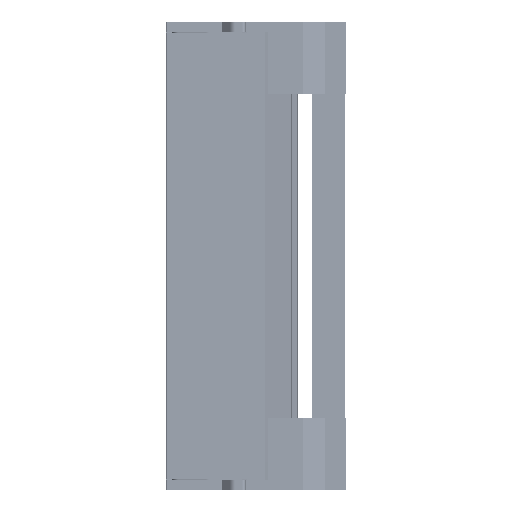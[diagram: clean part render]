
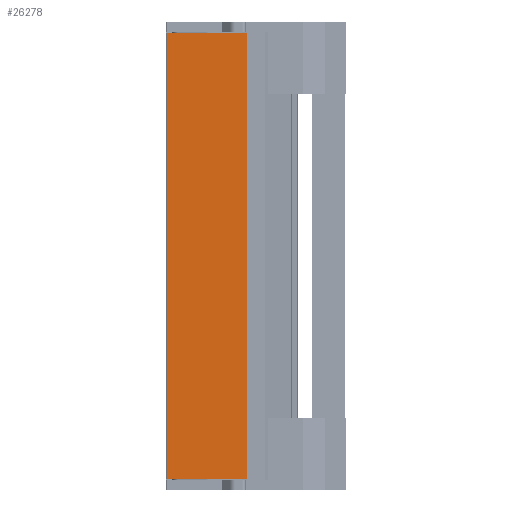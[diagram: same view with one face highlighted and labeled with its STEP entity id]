
A CAD part, left-side view. The second image highlights one B-rep face of the part: STEP entity #26278.
In plain terms, the highlighted planar face has unit normal (-1, 0, 0).
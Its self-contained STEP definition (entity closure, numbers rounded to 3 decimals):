
#1408=FACE_OUTER_BOUND('',#2889,.T.);
#2889=EDGE_LOOP('',(#18800,#18801,#18802,#18803));
#5674=LINE('',#41278,#8586);
#5675=LINE('',#41280,#8587);
#5676=LINE('',#41282,#8588);
#5677=LINE('',#41283,#8589);
#8586=VECTOR('',#30885,123.5);
#8587=VECTOR('',#30886,25.);
#8588=VECTOR('',#30887,123.5);
#8589=VECTOR('',#30888,25.);
#11326=VERTEX_POINT('',#41276);
#11327=VERTEX_POINT('',#41277);
#11328=VERTEX_POINT('',#41279);
#11329=VERTEX_POINT('',#41281);
#14201=EDGE_CURVE('',#11326,#11327,#5674,.T.);
#14202=EDGE_CURVE('',#11328,#11327,#5675,.T.);
#14203=EDGE_CURVE('',#11328,#11329,#5676,.T.);
#14204=EDGE_CURVE('',#11329,#11326,#5677,.T.);
#18800=ORIENTED_EDGE('',*,*,#14201,.T.);
#18801=ORIENTED_EDGE('',*,*,#14202,.F.);
#18802=ORIENTED_EDGE('',*,*,#14203,.T.);
#18803=ORIENTED_EDGE('',*,*,#14204,.T.);
#25139=PLANE('',#27858);
#26278=ADVANCED_FACE('',(#1408),#25139,.T.);
#27858=AXIS2_PLACEMENT_3D('',#41275,#30883,#30884);
#30883=DIRECTION('center_axis',(-1.,0.,0.));
#30884=DIRECTION('ref_axis',(0.,-1.,0.));
#30885=DIRECTION('',(0.,0.,1.));
#30886=DIRECTION('',(0.,-1.,0.));
#30887=DIRECTION('',(0.,0.,-1.));
#30888=DIRECTION('',(0.,-1.,0.));
#41275=CARTESIAN_POINT('Origin',(-19.246,41.428,267.311));
#41276=CARTESIAN_POINT('',(-19.246,15.928,0.113));
#41277=CARTESIAN_POINT('',(-19.246,15.928,123.613));
#41278=CARTESIAN_POINT('',(-19.246,15.928,-2.387));
#41279=CARTESIAN_POINT('',(-19.246,40.928,123.613));
#41280=CARTESIAN_POINT('',(-19.246,41.428,123.613));
#41281=CARTESIAN_POINT('',(-19.246,40.928,0.113));
#41282=CARTESIAN_POINT('',(-19.246,40.928,0.613));
#41283=CARTESIAN_POINT('',(-19.246,41.428,0.113));
